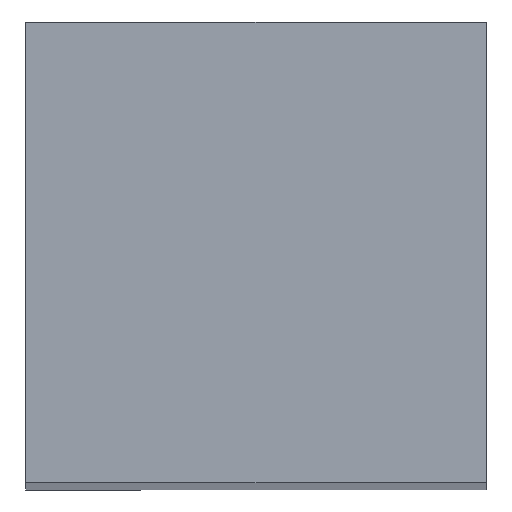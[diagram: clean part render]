
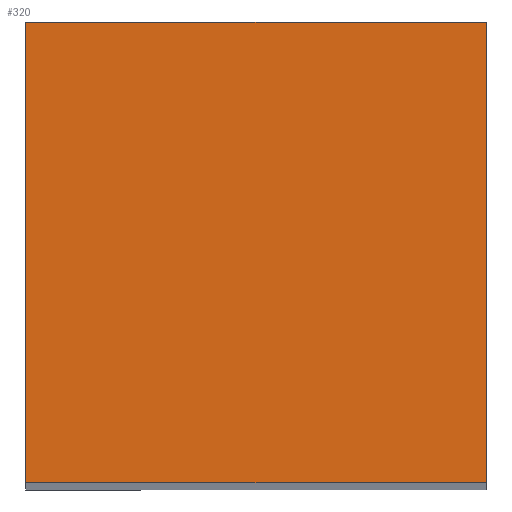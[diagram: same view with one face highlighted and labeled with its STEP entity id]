
A CAD part, top view. The second image highlights one B-rep face of the part: STEP entity #320.
In plain terms, the highlighted face is planar.
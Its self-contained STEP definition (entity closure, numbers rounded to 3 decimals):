
#181=CARTESIAN_POINT('',(0.,8.,-4.));
#182=VERTEX_POINT('',#181);
#188=CARTESIAN_POINT('',(0.,8.,4.));
#189=DIRECTION('',(0.,0.,-1.));
#190=VECTOR('',#189,8.);
#191=LINE('',#188,#190);
#192=CARTESIAN_POINT('',(0.,8.,4.));
#193=VERTEX_POINT('',#192);
#194=EDGE_CURVE('',#193,#182,#191,.T.);
#286=CARTESIAN_POINT('',(0.,3.6,0.4));
#287=DIRECTION('',(-1.,0.,0.));
#288=DIRECTION('',(0.,0.,1.));
#289=AXIS2_PLACEMENT_3D('',#286,#287,#288);
#290=PLANE('',#289);
#291=CARTESIAN_POINT('',(0.,0.,4.));
#292=DIRECTION('',(0.,1.,0.));
#293=VECTOR('',#292,8.);
#294=LINE('',#291,#293);
#295=CARTESIAN_POINT('',(0.,0.,4.));
#296=VERTEX_POINT('',#295);
#297=EDGE_CURVE('',#296,#193,#294,.T.);
#298=ORIENTED_EDGE('Edge 198',*,*,#297,.F.);
#300=ORIENTED_EDGE('Edge 91',*,*,#194,.F.);
#302=CARTESIAN_POINT('',(0.,0.,-4.));
#303=DIRECTION('',(0.,1.,0.));
#304=VECTOR('',#303,8.);
#305=LINE('',#302,#304);
#306=CARTESIAN_POINT('',(0.,0.,-4.));
#307=VERTEX_POINT('',#306);
#308=EDGE_CURVE('',#307,#182,#305,.T.);
#309=ORIENTED_EDGE('Edge 61',*,*,#308,.T.);
#311=CARTESIAN_POINT('',(0.,0.,4.));
#312=DIRECTION('',(0.,0.,-1.));
#313=VECTOR('',#312,8.);
#314=LINE('',#311,#313);
#315=EDGE_CURVE('',#296,#307,#314,.T.);
#316=ORIENTED_EDGE('Edge 235',*,*,#315,.T.);
#318=EDGE_LOOP('',(#316,#309,#300,#298));
#319=FACE_OUTER_BOUND('Loop 300',#318,.T.);
#320=ADVANCED_FACE('Face 301',(#319),#290,.F.);
